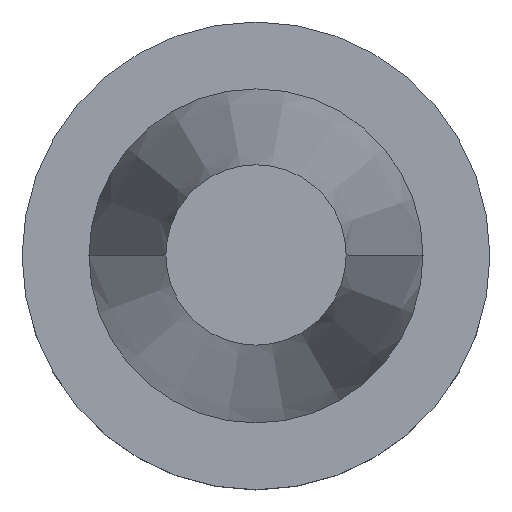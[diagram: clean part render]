
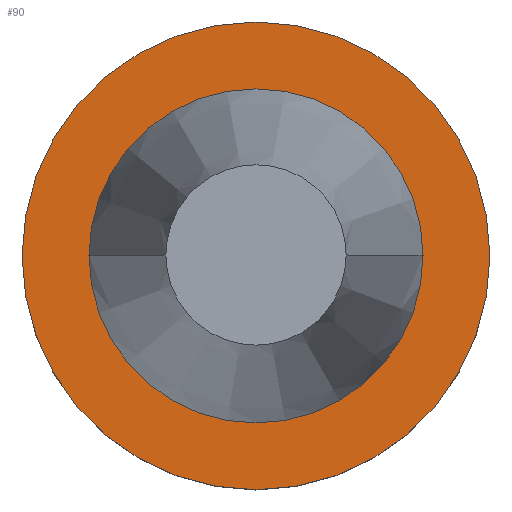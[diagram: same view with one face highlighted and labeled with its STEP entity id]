
A CAD part, top view. The second image highlights one B-rep face of the part: STEP entity #90.
In plain terms, the highlighted planar face has unit normal (0, 0, 1).
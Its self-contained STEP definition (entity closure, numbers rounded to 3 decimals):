
#63=FACE_BOUND('',#157,.T.);
#64=FACE_BOUND('',#158,.T.);
#90=ADVANCED_FACE('',(#63,#64),#122,.F.);
#122=PLANE('',#621);
#157=EDGE_LOOP('',(#269));
#158=EDGE_LOOP('',(#270,#271));
#269=ORIENTED_EDGE('',*,*,#476,.T.);
#270=ORIENTED_EDGE('',*,*,#477,.T.);
#271=ORIENTED_EDGE('',*,*,#478,.T.);
#419=VERTEX_POINT('',#917);
#420=VERTEX_POINT('',#919);
#421=VERTEX_POINT('',#920);
#476=EDGE_CURVE('',#419,#419,#543,.T.);
#477=EDGE_CURVE('',#420,#421,#544,.T.);
#478=EDGE_CURVE('',#421,#420,#545,.T.);
#543=CIRCLE('',#618,31.775);
#544=CIRCLE('',#619,22.692);
#545=CIRCLE('',#620,22.692);
#618=AXIS2_PLACEMENT_3D('',#916,#728,#729);
#619=AXIS2_PLACEMENT_3D('',#918,#730,#731);
#620=AXIS2_PLACEMENT_3D('',#921,#732,#733);
#621=AXIS2_PLACEMENT_3D('',#922,#734,#735);
#728=DIRECTION('',(0.,0.,1.));
#729=DIRECTION('',(-1.,0.,0.));
#730=DIRECTION('',(0.,0.,-1.));
#731=DIRECTION('',(-1.,0.,0.));
#732=DIRECTION('',(0.,0.,-1.));
#733=DIRECTION('',(-1.,0.,0.));
#734=DIRECTION('',(0.,0.,-1.));
#735=DIRECTION('',(-1.,0.,0.));
#916=CARTESIAN_POINT('',(0.011,0.,-3.2));
#917=CARTESIAN_POINT('',(-31.764,0.,-3.2));
#918=CARTESIAN_POINT('',(0.011,0.,-3.2));
#919=CARTESIAN_POINT('',(22.703,0.,-3.2));
#920=CARTESIAN_POINT('',(-22.68,0.,-3.2));
#921=CARTESIAN_POINT('',(0.011,0.,-3.2));
#922=CARTESIAN_POINT('',(0.011,-22.692,-3.2));
